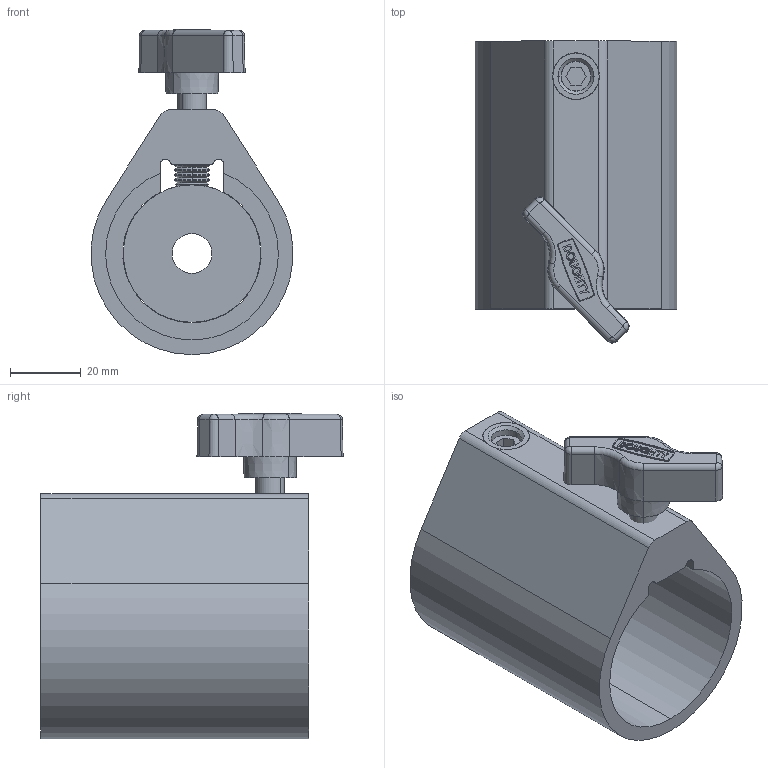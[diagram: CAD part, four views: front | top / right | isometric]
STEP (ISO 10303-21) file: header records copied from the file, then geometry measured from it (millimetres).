
FILE_DESCRIPTION (( 'STEP AP203' ), '1' );
FILE_NAME ('T50825.STEP', '2018-07-31T11:23:13', ( '' ), ( '' ), 'SwSTEP 2.0', 'SolidWorks 2016', '' );
FILE_SCHEMA (( 'CONFIG_CONTROL_DESIGN' ));
Length unit declared in the file: millimetre
Products named in the file (8): Doughty Knob_S0130; TH2029_TH2029 - 76LG; Socket Set Screw Cup Point_Doughty Fastners_BS 4168-5 - M10 x 20-S; TH1336_TH1336; F629; TH1339_TH1339; TH1338; T50825
Assembly tree (7 placements, depth 4):
  T50825
    TH1339_TH1339
      TH1336_TH1336
        TH2029_TH2029 - 76LG
      F629
    Doughty Knob_S0130
    TH1338
    Socket Set Screw Cup Point_Doughty Fastners_BS 4168-5 - M10 x 20-S
Bounding box: 57.19 x 85.73 x 92.28 mm (x, y, z)
Volume: 148598.3 mm3; surface area: 43498.9 mm2
Topology: 5 solids, 5 shells, 263 faces, 680 edges, 436 vertices
Faces by surface type: cylinder 92, plane 89, cone 74, torus 8
Entity records: 9070 total; most frequent: CARTESIAN_POINT 1559, DIRECTION 1506, ORIENTED_EDGE 1352, EDGE_CURVE 676, AXIS2_PLACEMENT_3D 573, VERTEX_POINT 436, LINE 360, VECTOR 360
